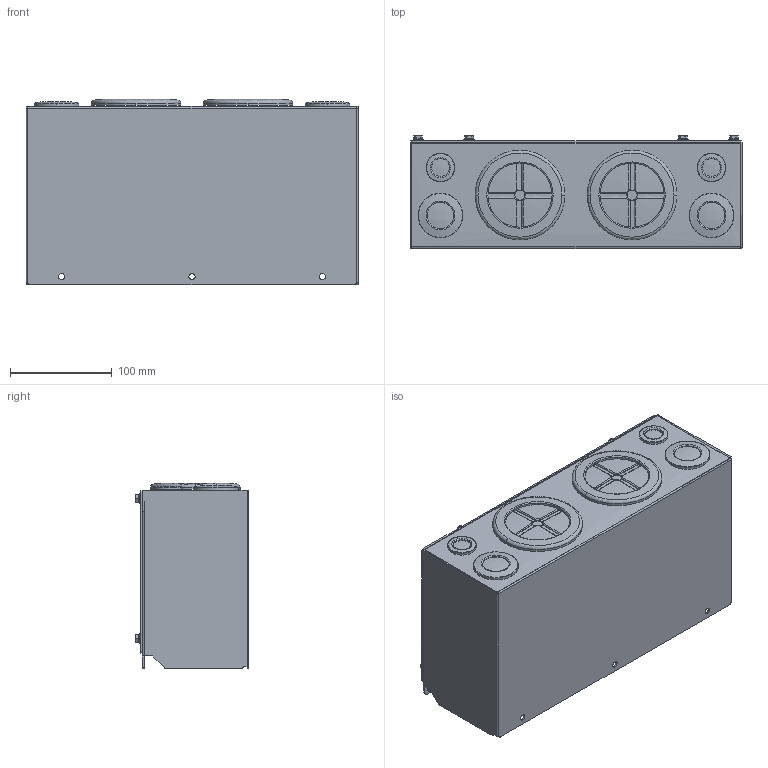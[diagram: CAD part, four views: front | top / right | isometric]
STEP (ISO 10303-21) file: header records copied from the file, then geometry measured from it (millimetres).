
FILE_DESCRIPTION (( 'STEP AP214' ), '1' );
FILE_NAME ('GS4-CBX-D.STEP', '2017-05-24T19:21:21', ( '' ), ( '' ), 'SwSTEP 2.0', 'SolidWorks 2015', '' );
FILE_SCHEMA (( 'AUTOMOTIVE_DESIGN' ));
Length unit declared in the file: millimetre
Products named in the file (1): GS4-CBX-D
Bounding box: 325.8 x 111.2 x 181.72 mm (x, y, z)
Surface area: 350065.9 mm2 (no closed solid volume)
Topology: 0 solids, 18 shells, 374 faces, 1161 edges, 796 vertices
Faces by surface type: plane 155, cylinder 132, bspline 82, cone 5
Entity records: 23556 total; most frequent: CARTESIAN_POINT 9892, ORIENTED_EDGE 1955, DIRECTION 1772, EDGE_CURVE 1161, VERTEX_POINT 796, AXIS2_PLACEMENT_3D 627, LINE 518, VECTOR 518
